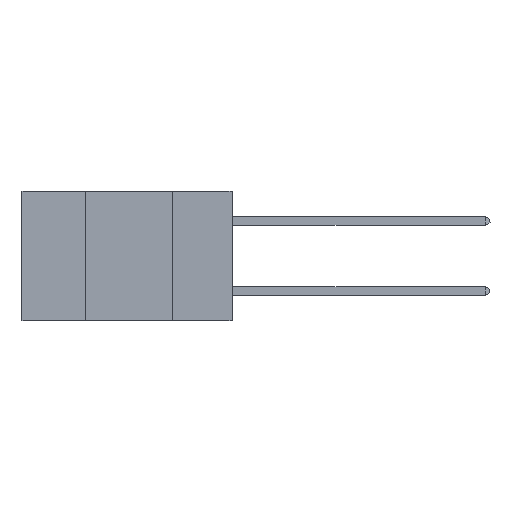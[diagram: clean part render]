
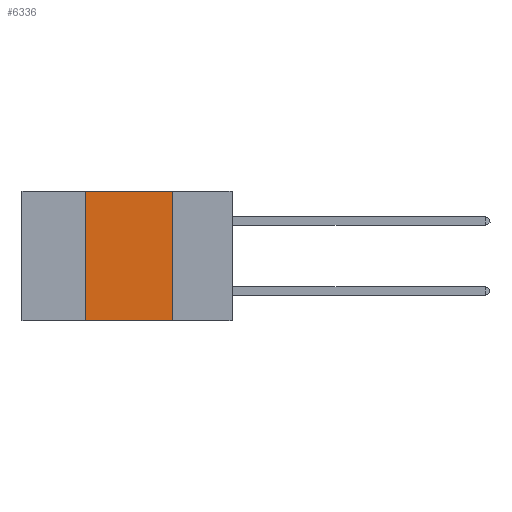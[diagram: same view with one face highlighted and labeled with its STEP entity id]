
A CAD part, left-side view. The second image highlights one B-rep face of the part: STEP entity #6336.
In plain terms, the highlighted planar face has unit normal (-1, 0, 0).
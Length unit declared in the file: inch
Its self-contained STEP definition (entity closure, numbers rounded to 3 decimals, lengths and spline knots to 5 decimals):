
#1461 = DIRECTION ( 'NONE',  ( 0., -1., 0. ) ) ;
#1701 = DIRECTION ( 'NONE',  ( 0., -1., 0. ) ) ;
#1979 = CARTESIAN_POINT ( 'NONE',  ( 0., 0.6, 0. ) ) ;
#2176 = LINE ( 'NONE', #2431, #7214 ) ;
#2431 = CARTESIAN_POINT ( 'NONE',  ( 0., 0.17, 0. ) ) ;
#2851 = FACE_OUTER_BOUND ( 'NONE', #7764, .T. ) ;
#3189 = ORIENTED_EDGE ( 'NONE', *, *, #13017, .F. ) ;
#4430 = LINE ( 'NONE', #9144, #8115 ) ;
#4433 = VERTEX_POINT ( 'NONE', #7648 ) ;
#4493 = DIRECTION ( 'NONE',  ( 1., 0., 0. ) ) ;
#4858 = VERTEX_POINT ( 'NONE', #14943 ) ;
#5198 = VERTEX_POINT ( 'NONE', #14242 ) ;
#5217 = LINE ( 'NONE', #8820, #15842 ) ;
#5543 = LINE ( 'NONE', #10090, #8445 ) ;
#6019 = DIRECTION ( 'NONE',  ( 0., 0., -1. ) ) ;
#6336 = ADVANCED_FACE ( 'NONE', ( #2851 ), #9324, .F. ) ;
#7214 = VECTOR ( 'NONE', #6019, 39.37008 ) ;
#7648 = CARTESIAN_POINT ( 'NONE',  ( 0., 0.42, 0. ) ) ;
#7764 = EDGE_LOOP ( 'NONE', ( #14985, #3189, #13096, #8273 ) ) ;
#8115 = VECTOR ( 'NONE', #1701, 39.37008 ) ;
#8273 = ORIENTED_EDGE ( 'NONE', *, *, #11375, .T. ) ;
#8445 = VECTOR ( 'NONE', #1461, 39.37008 ) ;
#8820 = CARTESIAN_POINT ( 'NONE',  ( 0., 0.42, 0. ) ) ;
#9144 = CARTESIAN_POINT ( 'NONE',  ( 0., 0.6, -0.37 ) ) ;
#9317 = DIRECTION ( 'NONE',  ( 0., 0., 1. ) ) ;
#9324 = PLANE ( 'NONE',  #9646 ) ;
#9646 = AXIS2_PLACEMENT_3D ( 'NONE', #1979, #4493, #14204 ) ;
#10090 = CARTESIAN_POINT ( 'NONE',  ( 0., 0.6, 0. ) ) ;
#10820 = EDGE_CURVE ( 'NONE', #4858, #4433, #5217, .T. ) ;
#11375 = EDGE_CURVE ( 'NONE', #4858, #13385, #4430, .T. ) ;
#12452 = CARTESIAN_POINT ( 'NONE',  ( 0., 0.17, -0.37 ) ) ;
#13017 = EDGE_CURVE ( 'NONE', #4433, #5198, #5543, .T. ) ;
#13096 = ORIENTED_EDGE ( 'NONE', *, *, #10820, .F. ) ;
#13385 = VERTEX_POINT ( 'NONE', #12452 ) ;
#14204 = DIRECTION ( 'NONE',  ( 0., 0., -1. ) ) ;
#14242 = CARTESIAN_POINT ( 'NONE',  ( 0., 0.17, 0. ) ) ;
#14734 = EDGE_CURVE ( 'NONE', #5198, #13385, #2176, .T. ) ;
#14943 = CARTESIAN_POINT ( 'NONE',  ( 0., 0.42, -0.37 ) ) ;
#14985 = ORIENTED_EDGE ( 'NONE', *, *, #14734, .F. ) ;
#15842 = VECTOR ( 'NONE', #9317, 39.37008 ) ;
